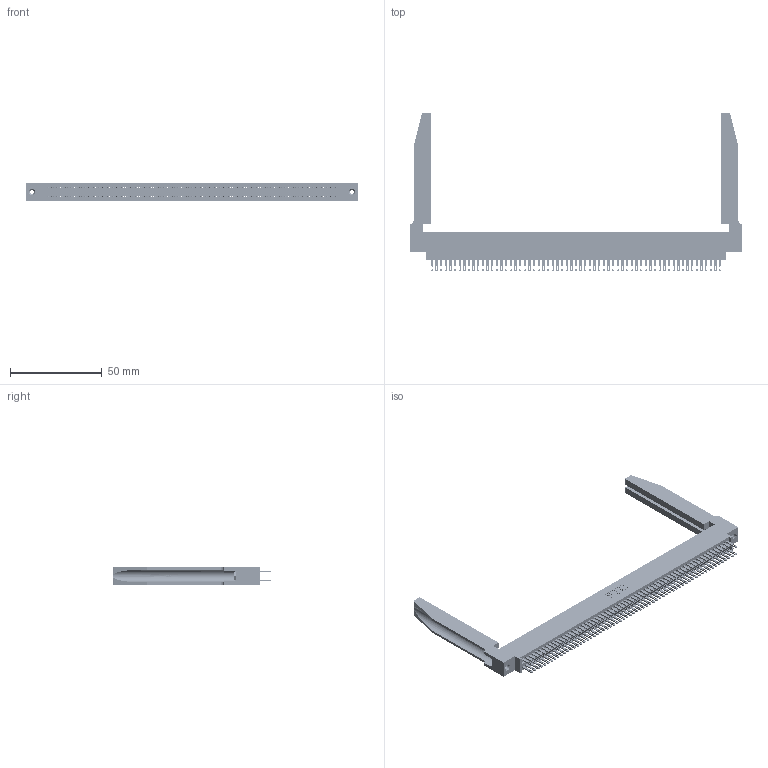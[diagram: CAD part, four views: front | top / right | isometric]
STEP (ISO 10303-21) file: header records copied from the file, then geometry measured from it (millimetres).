
FILE_DESCRIPTION (( 'STEP AP203' ), '1' );
FILE_NAME ('345-126-500-878.STEP', '2019-11-06T22:12:56', ( '' ), ( '' ), 'SwSTEP 2.0', 'SolidWorks 2016', '' );
FILE_SCHEMA (( 'CONFIG_CONTROL_DESIGN' ));
Length unit declared in the file: inch
Products named in the file (5): 345-250-001_345-250-001-102; 345-220-078_345-220-078; 345-126-500-878; 345-292-001_345-293-100; 345 Part_0.170 Offset - 0.156 Dia-TH
Assembly tree (131 placements, depth 2):
  345-126-500-878
    345 Part_0.170 Offset - 0.156 Dia-TH
    345-292-001_345-293-100  x126
    345-250-001_345-250-001-102  x2
    345-220-078_345-220-078  x2
Bounding box: 181.25 x 86.79 x 9.4 mm (x, y, z)
Volume: 25844.3 mm3; surface area: 35389.9 mm2
Topology: 131 solids, 131 shells, 6160 faces, 18727 edges, 12474 vertices
Faces by surface type: plane 3628, cylinder 2480, bspline 36, cone 12, torus 4
Entity records: 51406 total; most frequent: CARTESIAN_POINT 9515, ORIENTED_EDGE 8346, DIRECTION 7359, EDGE_CURVE 4173, VECTOR 3691, LINE 3691, VERTEX_POINT 2776, AXIS2_PLACEMENT_3D 1834
